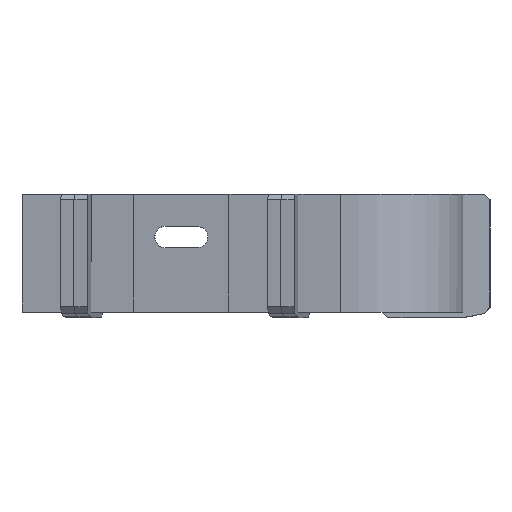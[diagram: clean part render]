
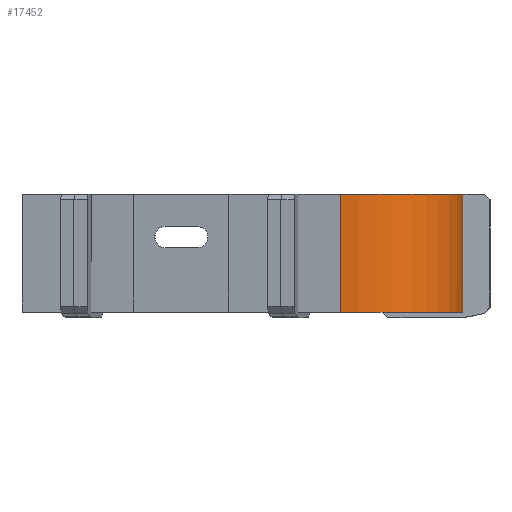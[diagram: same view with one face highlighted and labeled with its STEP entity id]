
A CAD part, left-side view. The second image highlights one B-rep face of the part: STEP entity #17452.
In plain terms, the highlighted cylindrical face has radius 20 mm (diameter 40 mm), a partial arc.
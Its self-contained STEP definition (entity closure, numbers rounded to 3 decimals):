
#17452 = ADVANCED_FACE('',(#17453),#17468,.T.);
#17453 = FACE_BOUND('',#17454,.F.);
#17454 = EDGE_LOOP('',(#17455,#17491,#17519,#17548));
#17455 = ORIENTED_EDGE('',*,*,#17456,.T.);
#17456 = EDGE_CURVE('',#17457,#17459,#17461,.T.);
#17457 = VERTEX_POINT('',#17458);
#17458 = CARTESIAN_POINT('',(0.,0.,0.));
#17459 = VERTEX_POINT('',#17460);
#17460 = CARTESIAN_POINT('',(-19.805,22.783,0.));
#17461 = SURFACE_CURVE('',#17462,(#17467,#17479),.PCURVE_S1.);
#17462 = CIRCLE('',#17463,20.);
#17463 = AXIS2_PLACEMENT_3D('',#17464,#17465,#17466);
#17464 = CARTESIAN_POINT('',(0.,20.,0.));
#17465 = DIRECTION('',(0.,0.,-1.));
#17466 = DIRECTION('',(0.,-1.,0.));
#17467 = PCURVE('',#17468,#17473);
#17468 = CYLINDRICAL_SURFACE('',#17469,20.);
#17469 = AXIS2_PLACEMENT_3D('',#17470,#17471,#17472);
#17470 = CARTESIAN_POINT('',(0.,20.,0.));
#17471 = DIRECTION('',(-0.,-0.,1.));
#17472 = DIRECTION('',(0.,-1.,0.));
#17473 = DEFINITIONAL_REPRESENTATION('',(#17474),#17478);
#17474 = LINE('',#17475,#17476);
#17475 = CARTESIAN_POINT('',(-0.,0.));
#17476 = VECTOR('',#17477,1.);
#17477 = DIRECTION('',(-1.,0.));
#17478 = ( GEOMETRIC_REPRESENTATION_CONTEXT(2) 
PARAMETRIC_REPRESENTATION_CONTEXT() REPRESENTATION_CONTEXT('2D SPACE',''
  ) );
#17479 = PCURVE('',#17480,#17485);
#17480 = PLANE('',#17481);
#17481 = AXIS2_PLACEMENT_3D('',#17482,#17483,#17484);
#17482 = CARTESIAN_POINT('',(0.,20.,0.));
#17483 = DIRECTION('',(0.,0.,-1.));
#17484 = DIRECTION('',(0.,-1.,0.));
#17485 = DEFINITIONAL_REPRESENTATION('',(#17486),#17490);
#17486 = CIRCLE('',#17487,20.);
#17487 = AXIS2_PLACEMENT_2D('',#17488,#17489);
#17488 = CARTESIAN_POINT('',(0.,0.));
#17489 = DIRECTION('',(1.,-0.));
#17490 = ( GEOMETRIC_REPRESENTATION_CONTEXT(2) 
PARAMETRIC_REPRESENTATION_CONTEXT() REPRESENTATION_CONTEXT('2D SPACE',''
  ) );
#17491 = ORIENTED_EDGE('',*,*,#17492,.T.);
#17492 = EDGE_CURVE('',#17459,#17493,#17495,.T.);
#17493 = VERTEX_POINT('',#17494);
#17494 = CARTESIAN_POINT('',(-19.805,22.783,22.));
#17495 = SURFACE_CURVE('',#17496,(#17500,#17507),.PCURVE_S1.);
#17496 = LINE('',#17497,#17498);
#17497 = CARTESIAN_POINT('',(-19.805,22.783,0.));
#17498 = VECTOR('',#17499,1.);
#17499 = DIRECTION('',(0.,0.,1.));
#17500 = PCURVE('',#17468,#17501);
#17501 = DEFINITIONAL_REPRESENTATION('',(#17502),#17506);
#17502 = LINE('',#17503,#17504);
#17503 = CARTESIAN_POINT('',(-1.71,0.));
#17504 = VECTOR('',#17505,1.);
#17505 = DIRECTION('',(-0.,1.));
#17506 = ( GEOMETRIC_REPRESENTATION_CONTEXT(2) 
PARAMETRIC_REPRESENTATION_CONTEXT() REPRESENTATION_CONTEXT('2D SPACE',''
  ) );
#17507 = PCURVE('',#17508,#17513);
#17508 = PLANE('',#17509);
#17509 = AXIS2_PLACEMENT_3D('',#17510,#17511,#17512);
#17510 = CARTESIAN_POINT('',(-15.684,22.204,
    7.662));
#17511 = DIRECTION('',(0.139,0.99,0.));
#17512 = DIRECTION('',(0.,0.,1.));
#17513 = DEFINITIONAL_REPRESENTATION('',(#17514),#17518);
#17514 = LINE('',#17515,#17516);
#17515 = CARTESIAN_POINT('',(-7.662,-4.162));
#17516 = VECTOR('',#17517,1.);
#17517 = DIRECTION('',(1.,0.));
#17518 = ( GEOMETRIC_REPRESENTATION_CONTEXT(2) 
PARAMETRIC_REPRESENTATION_CONTEXT() REPRESENTATION_CONTEXT('2D SPACE',''
  ) );
#17519 = ORIENTED_EDGE('',*,*,#17520,.F.);
#17520 = EDGE_CURVE('',#17521,#17493,#17523,.T.);
#17521 = VERTEX_POINT('',#17522);
#17522 = CARTESIAN_POINT('',(0.,0.,22.));
#17523 = SURFACE_CURVE('',#17524,(#17529,#17536),.PCURVE_S1.);
#17524 = CIRCLE('',#17525,20.);
#17525 = AXIS2_PLACEMENT_3D('',#17526,#17527,#17528);
#17526 = CARTESIAN_POINT('',(0.,20.,22.));
#17527 = DIRECTION('',(0.,0.,-1.));
#17528 = DIRECTION('',(0.,-1.,0.));
#17529 = PCURVE('',#17468,#17530);
#17530 = DEFINITIONAL_REPRESENTATION('',(#17531),#17535);
#17531 = LINE('',#17532,#17533);
#17532 = CARTESIAN_POINT('',(-0.,22.));
#17533 = VECTOR('',#17534,1.);
#17534 = DIRECTION('',(-1.,0.));
#17535 = ( GEOMETRIC_REPRESENTATION_CONTEXT(2) 
PARAMETRIC_REPRESENTATION_CONTEXT() REPRESENTATION_CONTEXT('2D SPACE',''
  ) );
#17536 = PCURVE('',#17537,#17542);
#17537 = PLANE('',#17538);
#17538 = AXIS2_PLACEMENT_3D('',#17539,#17540,#17541);
#17539 = CARTESIAN_POINT('',(0.,20.,22.));
#17540 = DIRECTION('',(0.,0.,-1.));
#17541 = DIRECTION('',(0.,-1.,0.));
#17542 = DEFINITIONAL_REPRESENTATION('',(#17543),#17547);
#17543 = CIRCLE('',#17544,20.);
#17544 = AXIS2_PLACEMENT_2D('',#17545,#17546);
#17545 = CARTESIAN_POINT('',(0.,0.));
#17546 = DIRECTION('',(1.,0.));
#17547 = ( GEOMETRIC_REPRESENTATION_CONTEXT(2) 
PARAMETRIC_REPRESENTATION_CONTEXT() REPRESENTATION_CONTEXT('2D SPACE',''
  ) );
#17548 = ORIENTED_EDGE('',*,*,#17549,.F.);
#17549 = EDGE_CURVE('',#17457,#17521,#17550,.T.);
#17550 = SURFACE_CURVE('',#17551,(#17555,#17562),.PCURVE_S1.);
#17551 = LINE('',#17552,#17553);
#17552 = CARTESIAN_POINT('',(0.,0.,0.));
#17553 = VECTOR('',#17554,1.);
#17554 = DIRECTION('',(0.,0.,1.));
#17555 = PCURVE('',#17468,#17556);
#17556 = DEFINITIONAL_REPRESENTATION('',(#17557),#17561);
#17557 = LINE('',#17558,#17559);
#17558 = CARTESIAN_POINT('',(-0.,0.));
#17559 = VECTOR('',#17560,1.);
#17560 = DIRECTION('',(-0.,1.));
#17561 = ( GEOMETRIC_REPRESENTATION_CONTEXT(2) 
PARAMETRIC_REPRESENTATION_CONTEXT() REPRESENTATION_CONTEXT('2D SPACE',''
  ) );
#17562 = PCURVE('',#17563,#17568);
#17563 = PLANE('',#17564);
#17564 = AXIS2_PLACEMENT_3D('',#17565,#17566,#17567);
#17565 = CARTESIAN_POINT('',(0.,4.162,7.662));
#17566 = DIRECTION('',(-1.,0.,0.));
#17567 = DIRECTION('',(0.,0.,1.));
#17568 = DEFINITIONAL_REPRESENTATION('',(#17569),#17573);
#17569 = LINE('',#17570,#17571);
#17570 = CARTESIAN_POINT('',(-7.662,-4.162));
#17571 = VECTOR('',#17572,1.);
#17572 = DIRECTION('',(1.,0.));
#17573 = ( GEOMETRIC_REPRESENTATION_CONTEXT(2) 
PARAMETRIC_REPRESENTATION_CONTEXT() REPRESENTATION_CONTEXT('2D SPACE',''
  ) );
